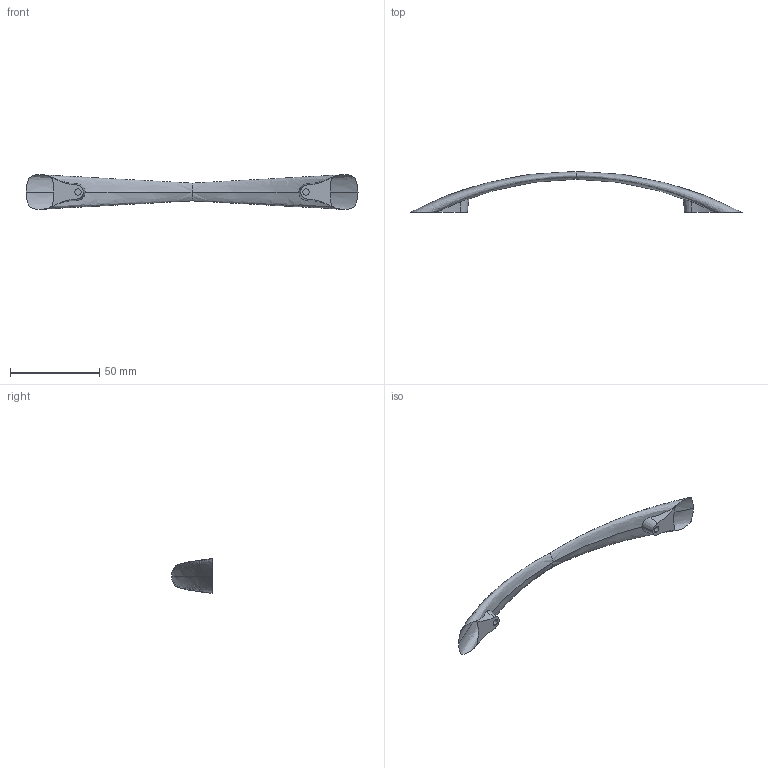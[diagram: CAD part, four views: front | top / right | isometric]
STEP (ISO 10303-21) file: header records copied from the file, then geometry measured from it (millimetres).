
FILE_DESCRIPTION (( 'STEP AP214' ), '1' );
FILE_NAME ('F002225,F002227,F002229,F002231,F002233_3D.step', '2022-07-07T08:06:41', ( '' ), ( '' ), 'SwSTEP 2.0', 'SolidWorks 2020', '' );
FILE_SCHEMA (( 'AUTOMOTIVE_DESIGN' ));
Length unit declared in the file: millimetre
Products named in the file (1): F002225,F002227,F002229,F002231,F002233_3D
Bounding box: 186.35 x 23 x 19.57 mm (x, y, z)
Surface area: 6866.1 mm2 (no closed solid volume)
Topology: 0 solids, 2 shells, 22 faces, 56 edges, 36 vertices
Faces by surface type: cone 10, cylinder 4, bspline 4, plane 4
Entity records: 2696 total; most frequent: CARTESIAN_POINT 2199, ORIENTED_EDGE 94, DIRECTION 86, EDGE_CURVE 56, AXIS2_PLACEMENT_3D 37, VERTEX_POINT 36, B_SPLINE_CURVE_WITH_KNOTS 26, EDGE_LOOP 24
